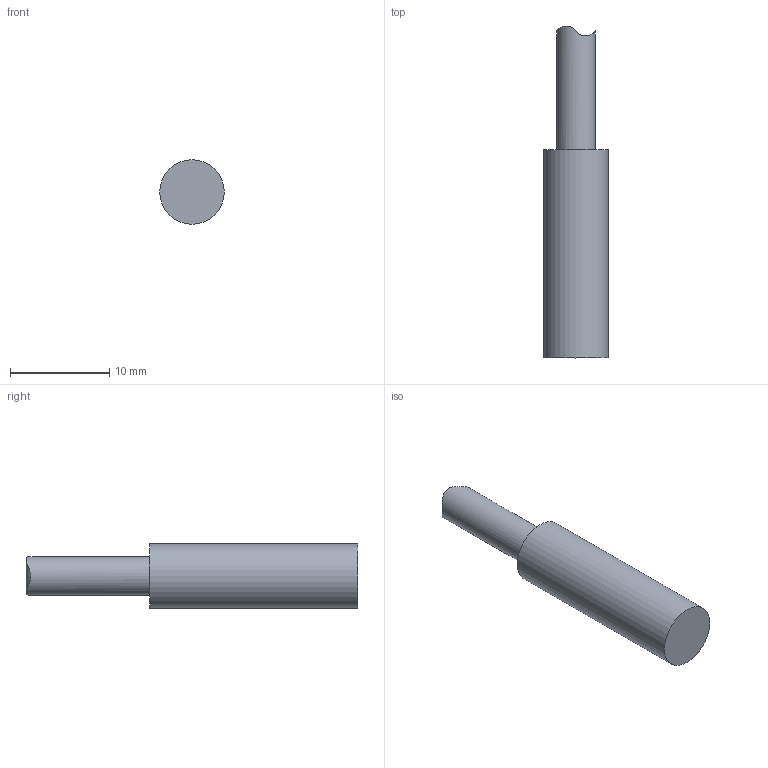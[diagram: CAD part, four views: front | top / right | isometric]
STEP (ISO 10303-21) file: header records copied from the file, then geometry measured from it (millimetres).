
FILE_DESCRIPTION(/* description */ (''),/* implementation_level */ '2;1');
FILE_NAME(/* name */ '400480_Shrinkwrap_1.stp',/* time_stamp */ '2021-08-18T16:07:08+02:00',/* author */ ('Krieger Anja'),/* organization */ (''),/* preprocessor_version */ 'ST-DEVELOPER v18.1',/* originating_system */ 'Autodesk Inventor 2021',/* authorisation */ '');
FILE_SCHEMA (('AUTOMOTIVE_DESIGN { 1 0 10303 214 3 1 1 }'));
Length unit declared in the file: millimetre
Products named in the file (1): 400480_Shrinkwrap_1
Bounding box: 6.5 x 33.5 x 6.5 mm (x, y, z)
Volume: 840.2 mm3; surface area: 644 mm2
Topology: 1 solids, 1 shells, 6 faces, 10 edges, 7 vertices
Faces by surface type: cylinder 4, plane 2
Full cylindrical faces by diameter (mm): 3.9 x1, 6.5 x1
Entity records: 271 total; most frequent: CARTESIAN_POINT 84, DIRECTION 23, ORIENTED_EDGE 20, EDGE_CURVE 10, AXIS2_PLACEMENT_3D 10, EDGE_LOOP 7, VERTEX_POINT 7, STYLED_ITEM 7
